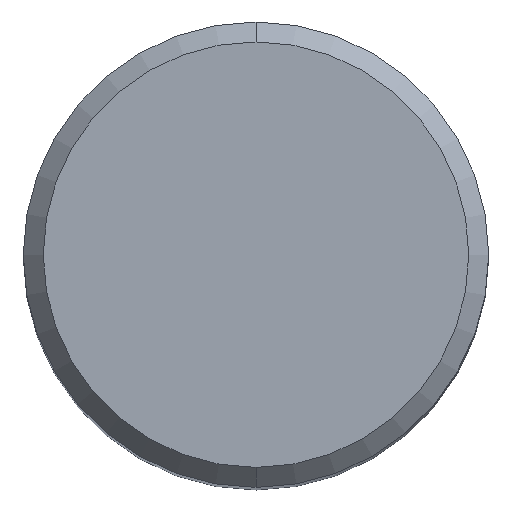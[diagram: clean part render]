
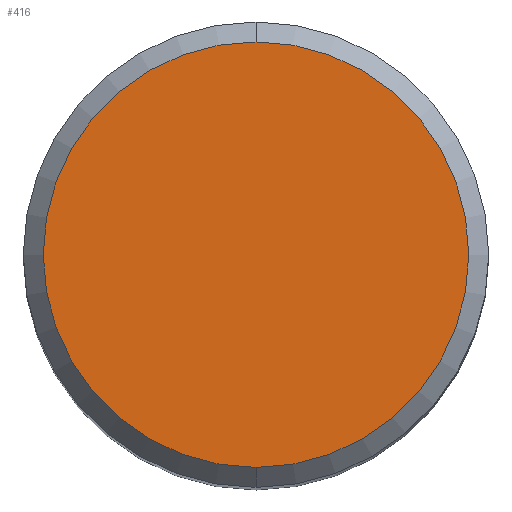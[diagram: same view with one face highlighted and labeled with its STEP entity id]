
A CAD part, top view. The second image highlights one B-rep face of the part: STEP entity #416.
In plain terms, the highlighted planar face has unit normal (0, 0, 1).
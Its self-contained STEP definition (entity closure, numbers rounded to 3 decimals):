
#274=VERTEX_POINT('',#584);
#282=EDGE_CURVE('',#372,#274,#592,.T.);
#320=EDGE_CURVE('',#274,#372,#633,.T.);
#372=VERTEX_POINT('',#691);
#416=ADVANCED_FACE('',(#739),#740,.T.);
#584=CARTESIAN_POINT('',(0.,-6.4,0.0));
#592=CIRCLE('',#1028,6.4);
#633=CIRCLE('',#1125,6.4);
#691=CARTESIAN_POINT('',(0.0,6.4,0.0));
#739=FACE_OUTER_BOUND('',#1373,.T.);
#740=PLANE('',#1374);
#1028=AXIS2_PLACEMENT_3D('',#1621,#1622,#1623);
#1125=AXIS2_PLACEMENT_3D('',#1654,#1655,#1656);
#1373=EDGE_LOOP('',(#1773,#1774));
#1374=AXIS2_PLACEMENT_3D('',#1775,#1776,#1777);
#1621=CARTESIAN_POINT('',(0.0,0.0,0.0));
#1622=DIRECTION('',(0.0,0.0,-1.0));
#1623=DIRECTION('',(0.0,1.0,0.0));
#1654=CARTESIAN_POINT('',(0.0,0.0,0.0));
#1655=DIRECTION('',(0.0,0.0,-1.0));
#1656=DIRECTION('',(0.0,1.0,0.0));
#1773=ORIENTED_EDGE('',*,*,#282,.F.);
#1774=ORIENTED_EDGE('',*,*,#320,.F.);
#1775=CARTESIAN_POINT('',(0.0,3.2,0.0));
#1776=DIRECTION('',(-0.0,0.0,1.0));
#1777=DIRECTION('',(0.0,-1.0,0.0));
